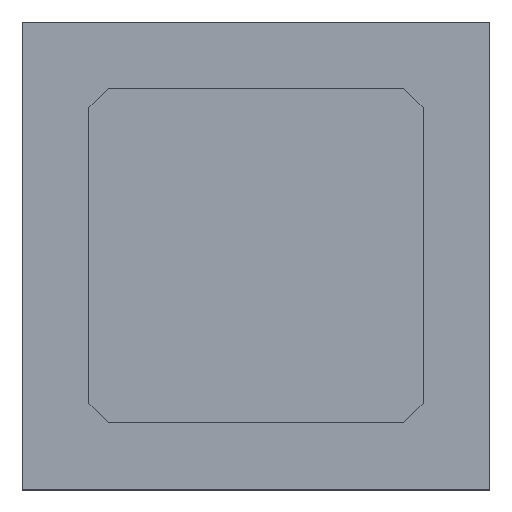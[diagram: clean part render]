
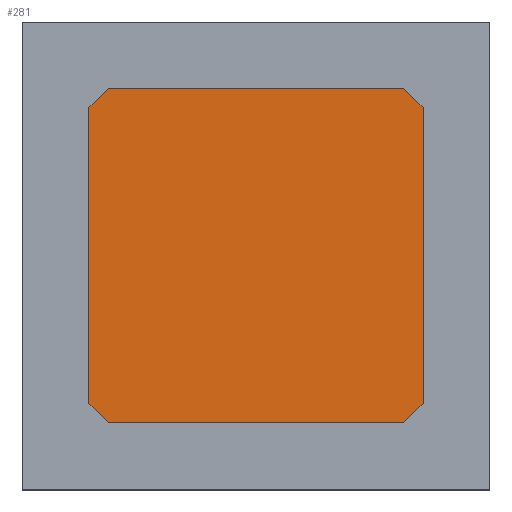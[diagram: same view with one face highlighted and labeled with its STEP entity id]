
A CAD part, top view. The second image highlights one B-rep face of the part: STEP entity #281.
In plain terms, the highlighted planar face has unit normal (0, 0, 1).
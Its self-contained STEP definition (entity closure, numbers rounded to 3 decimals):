
#68=ORIENTED_EDGE('',*,*,#122,.T.);
#69=ORIENTED_EDGE('',*,*,#124,.T.);
#70=ORIENTED_EDGE('',*,*,#112,.T.);
#71=ORIENTED_EDGE('',*,*,#125,.T.);
#72=ORIENTED_EDGE('',*,*,#115,.T.);
#73=ORIENTED_EDGE('',*,*,#126,.T.);
#74=ORIENTED_EDGE('',*,*,#119,.T.);
#75=ORIENTED_EDGE('',*,*,#127,.T.);
#112=EDGE_CURVE('',#144,#145,#172,.T.);
#115=EDGE_CURVE('',#146,#147,#175,.T.);
#119=EDGE_CURVE('',#149,#148,#179,.T.);
#122=EDGE_CURVE('',#151,#150,#182,.T.);
#124=EDGE_CURVE('',#150,#144,#184,.F.);
#125=EDGE_CURVE('',#145,#146,#185,.F.);
#126=EDGE_CURVE('',#147,#149,#186,.F.);
#127=EDGE_CURVE('',#148,#151,#187,.F.);
#144=VERTEX_POINT('',#427);
#145=VERTEX_POINT('',#428);
#146=VERTEX_POINT('',#433);
#147=VERTEX_POINT('',#434);
#148=VERTEX_POINT('',#439);
#149=VERTEX_POINT('',#441);
#150=VERTEX_POINT('',#445);
#151=VERTEX_POINT('',#447);
#172=LINE('',#426,#208);
#175=LINE('',#432,#211);
#179=LINE('',#440,#215);
#182=LINE('',#446,#218);
#184=LINE('',#450,#220);
#185=LINE('',#451,#221);
#186=LINE('',#452,#222);
#187=LINE('',#453,#223);
#208=VECTOR('',#350,1000.);
#211=VECTOR('',#355,1000.);
#215=VECTOR('',#361,1000.);
#218=VECTOR('',#366,1000.);
#220=VECTOR('',#370,1000.);
#221=VECTOR('',#371,1000.);
#222=VECTOR('',#372,1000.);
#223=VECTOR('',#373,1000.);
#235=EDGE_LOOP('',(#68,#69,#70,#71,#72,#73,#74,#75));
#251=FACE_BOUND('',#235,.T.);
#266=PLANE('',#309);
#281=ADVANCED_FACE('',(#251),#266,.T.);
#309=AXIS2_PLACEMENT_3D('',#449,#368,#369);
#350=DIRECTION('',(0.,1.,0.));
#355=DIRECTION('',(-1.,0.,0.));
#361=DIRECTION('',(0.,-1.,0.));
#366=DIRECTION('',(1.,0.,0.));
#368=DIRECTION('',(0.,0.,1.));
#369=DIRECTION('',(1.,0.,0.));
#370=DIRECTION('',(-0.707,-0.707,0.));
#371=DIRECTION('',(0.707,-0.707,0.));
#372=DIRECTION('',(0.707,0.707,0.));
#373=DIRECTION('',(-0.707,0.707,0.));
#426=CARTESIAN_POINT('',(87.5,-87.5,154.5));
#427=CARTESIAN_POINT('',(87.5,-77.5,154.5));
#428=CARTESIAN_POINT('',(87.5,77.5,154.5));
#432=CARTESIAN_POINT('',(87.5,87.5,154.5));
#433=CARTESIAN_POINT('',(77.5,87.5,154.5));
#434=CARTESIAN_POINT('',(-77.5,87.5,154.5));
#439=CARTESIAN_POINT('',(-87.5,-77.5,154.5));
#440=CARTESIAN_POINT('',(-87.5,87.5,154.5));
#441=CARTESIAN_POINT('',(-87.5,77.5,154.5));
#445=CARTESIAN_POINT('',(77.5,-87.5,154.5));
#446=CARTESIAN_POINT('',(-87.5,-87.5,154.5));
#447=CARTESIAN_POINT('',(-77.5,-87.5,154.5));
#449=CARTESIAN_POINT('',(0.,0.,154.5));
#450=CARTESIAN_POINT('',(82.5,-82.5,154.5));
#451=CARTESIAN_POINT('',(82.5,82.5,154.5));
#452=CARTESIAN_POINT('',(-82.5,82.5,154.5));
#453=CARTESIAN_POINT('',(-82.5,-82.5,154.5));
